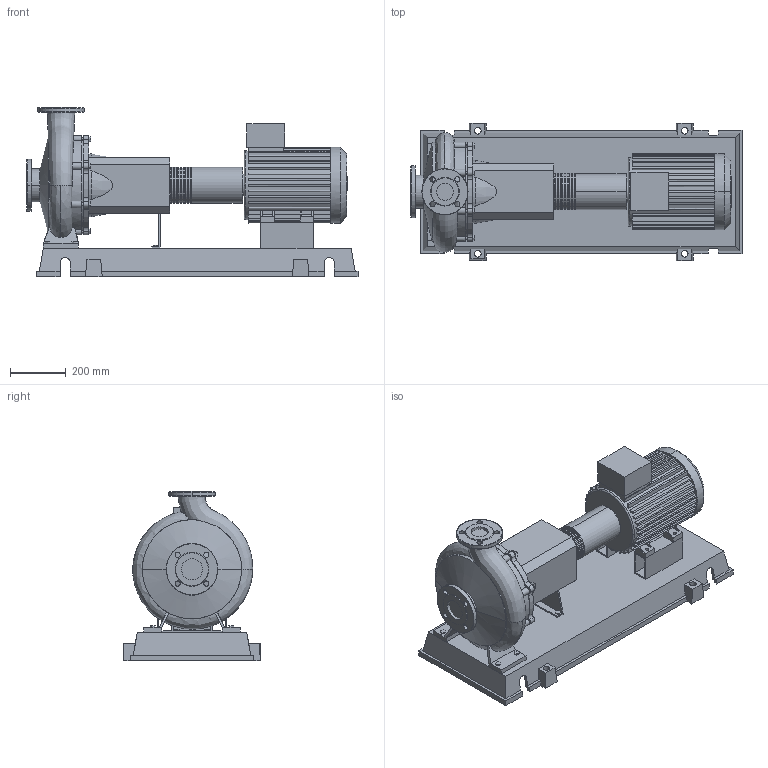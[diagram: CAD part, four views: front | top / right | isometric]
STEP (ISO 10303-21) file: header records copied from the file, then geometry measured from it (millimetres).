
FILE_DESCRIPTION((''),'2;1');
FILE_NAME('3d_NL50_315-5.5-4-12-4109113.stp','2015-03-03T07:12:59',(''),(''),'Mechanical Desktop 2009','Mechanical Desktop 2009',', , ');
FILE_SCHEMA(('CONFIG_CONTROL_DESIGN'));
Length unit declared in the file: millimetre
Products named in the file (1): Product
Bounding box: 1187.5 x 490 x 608 mm (x, y, z)
Volume: 64321943.5 mm3; surface area: 3780095.9 mm2
Topology: 13 solids, 13 shells, 856 faces, 2248 edges, 1480 vertices
Faces by surface type: plane 436, cylinder 202, bspline 202, cone 10, torus 6
Entity records: 31047 total; most frequent: CARTESIAN_POINT 9990, ORIENTED_EDGE 4498, DIRECTION 4115, EDGE_CURVE 2249, VERTEX_POINT 1479, VECTOR 1451, LINE 1451, AXIS2_PLACEMENT_3D 1332
